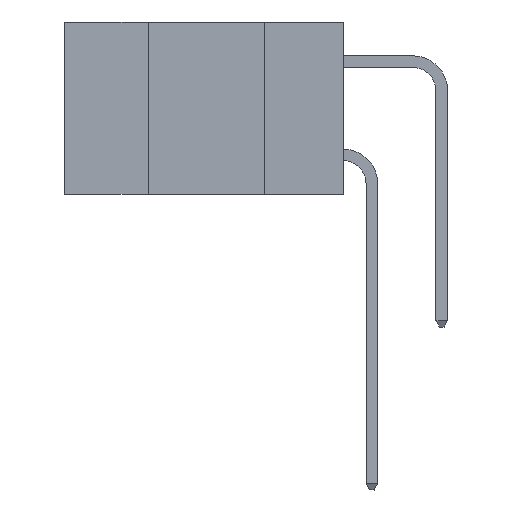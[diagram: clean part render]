
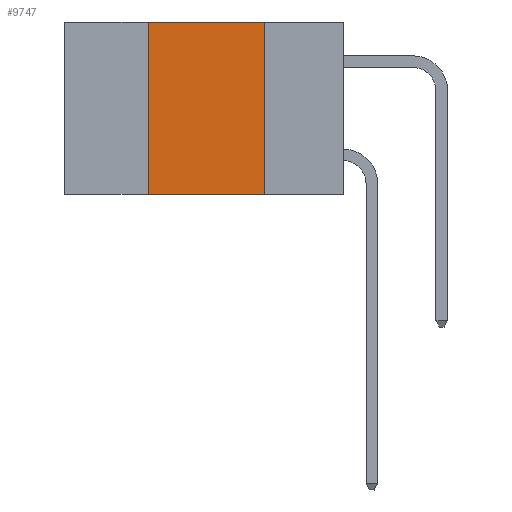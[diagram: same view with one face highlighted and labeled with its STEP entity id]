
A CAD part, left-side view. The second image highlights one B-rep face of the part: STEP entity #9747.
In plain terms, the highlighted planar face has unit normal (-1, 0, 0).
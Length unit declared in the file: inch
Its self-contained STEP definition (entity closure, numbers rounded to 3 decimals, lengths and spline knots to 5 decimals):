
#189 = VERTEX_POINT ( 'NONE', #10141 ) ;
#437 = EDGE_CURVE ( 'NONE', #5509, #12981, #5872, .T. ) ;
#594 = EDGE_CURVE ( 'NONE', #189, #12981, #9350, .T. ) ;
#665 = CARTESIAN_POINT ( 'NONE',  ( 0., 0.6, 0. ) ) ;
#866 = EDGE_CURVE ( 'NONE', #9985, #5509, #10155, .T. ) ;
#1213 = DIRECTION ( 'NONE',  ( 0., 0., 1. ) ) ;
#1366 = CARTESIAN_POINT ( 'NONE',  ( 0., 0.42, 0. ) ) ;
#1516 = VECTOR ( 'NONE', #8108, 39.37008 ) ;
#2127 = CARTESIAN_POINT ( 'NONE',  ( 0., 0.42, 0. ) ) ;
#2968 = PLANE ( 'NONE',  #11083 ) ;
#3506 = EDGE_LOOP ( 'NONE', ( #4922, #9310, #11370, #5718 ) ) ;
#4255 = FACE_OUTER_BOUND ( 'NONE', #3506, .T. ) ;
#4391 = VECTOR ( 'NONE', #11342, 39.37008 ) ;
#4922 = ORIENTED_EDGE ( 'NONE', *, *, #437, .F. ) ;
#5305 = CARTESIAN_POINT ( 'NONE',  ( 0., 0.17, 0. ) ) ;
#5310 = LINE ( 'NONE', #2127, #5640 ) ;
#5509 = VERTEX_POINT ( 'NONE', #8632 ) ;
#5640 = VECTOR ( 'NONE', #1213, 39.37008 ) ;
#5718 = ORIENTED_EDGE ( 'NONE', *, *, #594, .T. ) ;
#5872 = LINE ( 'NONE', #5305, #4391 ) ;
#6581 = CARTESIAN_POINT ( 'NONE',  ( 0., 0.6, -0.37 ) ) ;
#7370 = EDGE_CURVE ( 'NONE', #189, #9985, #5310, .T. ) ;
#8017 = CARTESIAN_POINT ( 'NONE',  ( 0., 0.17, -0.37 ) ) ;
#8108 = DIRECTION ( 'NONE',  ( 0., -1., 0. ) ) ;
#8632 = CARTESIAN_POINT ( 'NONE',  ( 0., 0.17, 0. ) ) ;
#8663 = DIRECTION ( 'NONE',  ( 0., -1., 0. ) ) ;
#9274 = DIRECTION ( 'NONE',  ( 1., 0., 0. ) ) ;
#9310 = ORIENTED_EDGE ( 'NONE', *, *, #866, .F. ) ;
#9319 = DIRECTION ( 'NONE',  ( 0., 0., -1. ) ) ;
#9350 = LINE ( 'NONE', #6581, #12812 ) ;
#9747 = ADVANCED_FACE ( 'NONE', ( #4255 ), #2968, .F. ) ;
#9985 = VERTEX_POINT ( 'NONE', #1366 ) ;
#10141 = CARTESIAN_POINT ( 'NONE',  ( 0., 0.42, -0.37 ) ) ;
#10155 = LINE ( 'NONE', #665, #1516 ) ;
#10275 = CARTESIAN_POINT ( 'NONE',  ( 0., 0.6, 0. ) ) ;
#11083 = AXIS2_PLACEMENT_3D ( 'NONE', #10275, #9274, #9319 ) ;
#11342 = DIRECTION ( 'NONE',  ( 0., 0., -1. ) ) ;
#11370 = ORIENTED_EDGE ( 'NONE', *, *, #7370, .F. ) ;
#12812 = VECTOR ( 'NONE', #8663, 39.37008 ) ;
#12981 = VERTEX_POINT ( 'NONE', #8017 ) ;
